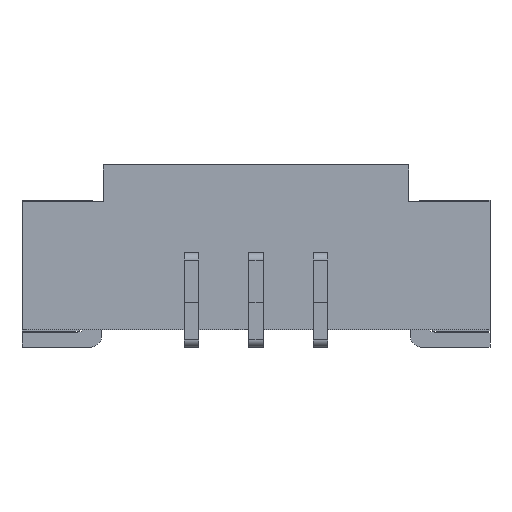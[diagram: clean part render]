
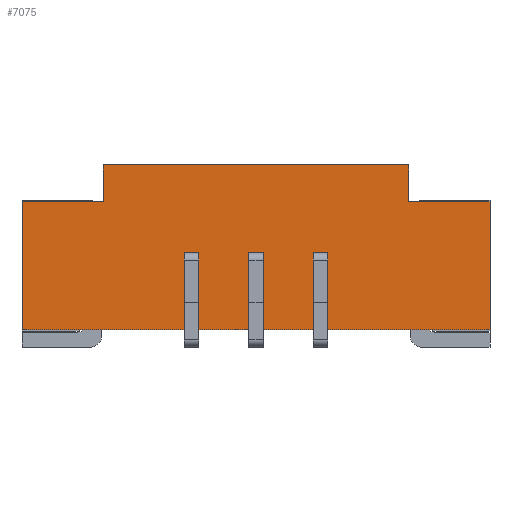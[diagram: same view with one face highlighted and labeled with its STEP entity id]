
A CAD part, front view. The second image highlights one B-rep face of the part: STEP entity #7075.
In plain terms, the highlighted planar face has unit normal (0, -1, 0).
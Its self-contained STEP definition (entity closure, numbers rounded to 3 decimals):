
#484=ORIENTED_EDGE('',*,*,#1999,.F.);
#485=ORIENTED_EDGE('',*,*,#2000,.T.);
#486=ORIENTED_EDGE('',*,*,#2001,.F.);
#487=ORIENTED_EDGE('',*,*,#2002,.T.);
#488=ORIENTED_EDGE('',*,*,#2003,.F.);
#489=ORIENTED_EDGE('',*,*,#2004,.T.);
#490=ORIENTED_EDGE('',*,*,#2005,.F.);
#491=ORIENTED_EDGE('',*,*,#2006,.T.);
#492=ORIENTED_EDGE('',*,*,#2007,.F.);
#493=ORIENTED_EDGE('',*,*,#2008,.T.);
#494=ORIENTED_EDGE('',*,*,#2009,.F.);
#495=ORIENTED_EDGE('',*,*,#2010,.T.);
#496=ORIENTED_EDGE('',*,*,#1968,.F.);
#497=ORIENTED_EDGE('',*,*,#2011,.T.);
#498=ORIENTED_EDGE('',*,*,#2012,.T.);
#499=ORIENTED_EDGE('',*,*,#1985,.F.);
#500=ORIENTED_EDGE('',*,*,#2013,.T.);
#501=ORIENTED_EDGE('',*,*,#2014,.T.);
#502=ORIENTED_EDGE('',*,*,#1951,.F.);
#503=ORIENTED_EDGE('',*,*,#1974,.F.);
#1951=EDGE_CURVE('',#2713,#2714,#3224,.T.);
#1968=EDGE_CURVE('',#2729,#2730,#3241,.T.);
#1974=EDGE_CURVE('',#2730,#2713,#3247,.T.);
#1985=EDGE_CURVE('',#2742,#2743,#3258,.T.);
#1999=EDGE_CURVE('',#2754,#2755,#3272,.T.);
#2000=EDGE_CURVE('',#2754,#2756,#3273,.T.);
#2001=EDGE_CURVE('',#2757,#2756,#3274,.T.);
#2002=EDGE_CURVE('',#2757,#2755,#3275,.T.);
#2003=EDGE_CURVE('',#2758,#2759,#3276,.T.);
#2004=EDGE_CURVE('',#2758,#2760,#3277,.T.);
#2005=EDGE_CURVE('',#2761,#2760,#3278,.T.);
#2006=EDGE_CURVE('',#2761,#2759,#3279,.T.);
#2007=EDGE_CURVE('',#2762,#2763,#3280,.T.);
#2008=EDGE_CURVE('',#2762,#2764,#3281,.T.);
#2009=EDGE_CURVE('',#2765,#2764,#3282,.T.);
#2010=EDGE_CURVE('',#2765,#2763,#3283,.T.);
#2011=EDGE_CURVE('',#2729,#2766,#3284,.T.);
#2012=EDGE_CURVE('',#2766,#2743,#3285,.T.);
#2013=EDGE_CURVE('',#2742,#2767,#3286,.T.);
#2014=EDGE_CURVE('',#2767,#2714,#3287,.T.);
#2713=VERTEX_POINT('',#8834);
#2714=VERTEX_POINT('',#8836);
#2729=VERTEX_POINT('',#8869);
#2730=VERTEX_POINT('',#8871);
#2742=VERTEX_POINT('',#8901);
#2743=VERTEX_POINT('',#8903);
#2754=VERTEX_POINT('',#8930);
#2755=VERTEX_POINT('',#8931);
#2756=VERTEX_POINT('',#8933);
#2757=VERTEX_POINT('',#8935);
#2758=VERTEX_POINT('',#8938);
#2759=VERTEX_POINT('',#8939);
#2760=VERTEX_POINT('',#8941);
#2761=VERTEX_POINT('',#8943);
#2762=VERTEX_POINT('',#8946);
#2763=VERTEX_POINT('',#8947);
#2764=VERTEX_POINT('',#8949);
#2765=VERTEX_POINT('',#8951);
#2766=VERTEX_POINT('',#8954);
#2767=VERTEX_POINT('',#8957);
#3224=LINE('',#8835,#3685);
#3241=LINE('',#8870,#3702);
#3247=LINE('',#8881,#3708);
#3258=LINE('',#8902,#3719);
#3272=LINE('',#8929,#3733);
#3273=LINE('',#8932,#3734);
#3274=LINE('',#8934,#3735);
#3275=LINE('',#8936,#3736);
#3276=LINE('',#8937,#3737);
#3277=LINE('',#8940,#3738);
#3278=LINE('',#8942,#3739);
#3279=LINE('',#8944,#3740);
#3280=LINE('',#8945,#3741);
#3281=LINE('',#8948,#3742);
#3282=LINE('',#8950,#3743);
#3283=LINE('',#8952,#3744);
#3284=LINE('',#8953,#3745);
#3285=LINE('',#8955,#3746);
#3286=LINE('',#8956,#3747);
#3287=LINE('',#8958,#3748);
#3685=VECTOR('',#7742,1000.);
#3702=VECTOR('',#7763,1000.);
#3708=VECTOR('',#7771,1000.);
#3719=VECTOR('',#7784,1000.);
#3733=VECTOR('',#7802,1000.);
#3734=VECTOR('',#7803,1000.);
#3735=VECTOR('',#7804,1000.);
#3736=VECTOR('',#7805,1000.);
#3737=VECTOR('',#7806,1000.);
#3738=VECTOR('',#7807,1000.);
#3739=VECTOR('',#7808,1000.);
#3740=VECTOR('',#7809,1000.);
#3741=VECTOR('',#7810,1000.);
#3742=VECTOR('',#7811,1000.);
#3743=VECTOR('',#7812,1000.);
#3744=VECTOR('',#7813,1000.);
#3745=VECTOR('',#7814,1000.);
#3746=VECTOR('',#7815,1000.);
#3747=VECTOR('',#7816,1000.);
#3748=VECTOR('',#7817,1000.);
#4140=EDGE_LOOP('',(#484,#485,#486,#487));
#4141=EDGE_LOOP('',(#488,#489,#490,#491));
#4142=EDGE_LOOP('',(#492,#493,#494,#495));
#4143=EDGE_LOOP('',(#496,#497,#498,#499,#500,#501,#502,#503));
#4475=FACE_BOUND('',#4140,.T.);
#4476=FACE_BOUND('',#4141,.T.);
#4477=FACE_BOUND('',#4142,.T.);
#4478=FACE_BOUND('',#4143,.T.);
#4810=PLANE('',#7415);
#7075=ADVANCED_FACE('',(#4475,#4476,#4477,#4478),#4810,.F.);
#7415=AXIS2_PLACEMENT_3D('',#8928,#7800,#7801);
#7742=DIRECTION('',(0.,0.,-1.));
#7763=DIRECTION('',(0.,0.,1.));
#7771=DIRECTION('',(1.,0.,0.));
#7784=DIRECTION('',(-1.,0.,0.));
#7800=DIRECTION('',(0.,1.,0.));
#7801=DIRECTION('',(0.,0.,1.));
#7802=DIRECTION('',(0.,0.,1.));
#7803=DIRECTION('',(-1.,0.,0.));
#7804=DIRECTION('',(0.,0.,-1.));
#7805=DIRECTION('',(1.,0.,0.));
#7806=DIRECTION('',(0.,0.,1.));
#7807=DIRECTION('',(-1.,0.,0.));
#7808=DIRECTION('',(0.,0.,-1.));
#7809=DIRECTION('',(1.,0.,0.));
#7810=DIRECTION('',(0.,0.,-1.));
#7811=DIRECTION('',(1.,0.,0.));
#7812=DIRECTION('',(0.,0.,1.));
#7813=DIRECTION('',(-1.,0.,0.));
#7814=DIRECTION('',(-1.,0.,0.));
#7815=DIRECTION('',(0.,0.,-1.));
#7816=DIRECTION('',(0.,0.,1.));
#7817=DIRECTION('',(-1.,0.,0.));
#8834=CARTESIAN_POINT('',(2.964,0.457,3.534));
#8835=CARTESIAN_POINT('',(2.964,0.457,3.534));
#8836=CARTESIAN_POINT('',(2.964,0.457,2.823));
#8869=CARTESIAN_POINT('',(-2.964,0.457,2.823));
#8870=CARTESIAN_POINT('',(-2.964,0.457,0.334));
#8871=CARTESIAN_POINT('',(-2.964,0.457,3.534));
#8881=CARTESIAN_POINT('',(-2.964,0.457,3.534));
#8901=CARTESIAN_POINT('',(4.539,0.457,0.334));
#8902=CARTESIAN_POINT('',(2.964,0.457,0.334));
#8903=CARTESIAN_POINT('',(-4.539,0.457,0.334));
#8928=CARTESIAN_POINT('',(0.,0.457,0.));
#8929=CARTESIAN_POINT('',(1.39,0.457,1.829));
#8930=CARTESIAN_POINT('',(1.39,0.457,1.245));
#8931=CARTESIAN_POINT('',(1.39,0.457,1.524));
#8932=CARTESIAN_POINT('',(1.39,0.457,1.245));
#8933=CARTESIAN_POINT('',(1.11,0.457,1.245));
#8934=CARTESIAN_POINT('',(1.11,0.457,1.829));
#8935=CARTESIAN_POINT('',(1.11,0.457,1.524));
#8936=CARTESIAN_POINT('',(1.11,0.457,1.524));
#8937=CARTESIAN_POINT('',(0.14,0.457,1.829));
#8938=CARTESIAN_POINT('',(0.14,0.457,1.245));
#8939=CARTESIAN_POINT('',(0.14,0.457,1.524));
#8940=CARTESIAN_POINT('',(0.14,0.457,1.245));
#8941=CARTESIAN_POINT('',(-0.14,0.457,1.245));
#8942=CARTESIAN_POINT('',(-0.14,0.457,1.829));
#8943=CARTESIAN_POINT('',(-0.14,0.457,1.524));
#8944=CARTESIAN_POINT('',(-0.14,0.457,1.524));
#8945=CARTESIAN_POINT('',(-1.39,0.457,1.829));
#8946=CARTESIAN_POINT('',(-1.39,0.457,1.524));
#8947=CARTESIAN_POINT('',(-1.39,0.457,1.245));
#8948=CARTESIAN_POINT('',(-1.39,0.457,1.524));
#8949=CARTESIAN_POINT('',(-1.11,0.457,1.524));
#8950=CARTESIAN_POINT('',(-1.11,0.457,1.829));
#8951=CARTESIAN_POINT('',(-1.11,0.457,1.245));
#8952=CARTESIAN_POINT('',(-1.11,0.457,1.245));
#8953=CARTESIAN_POINT('',(-2.964,0.457,2.823));
#8954=CARTESIAN_POINT('',(-4.539,0.457,2.823));
#8955=CARTESIAN_POINT('',(-4.539,0.457,2.823));
#8956=CARTESIAN_POINT('',(4.539,0.457,0.334));
#8957=CARTESIAN_POINT('',(4.539,0.457,2.823));
#8958=CARTESIAN_POINT('',(4.539,0.457,2.823));
